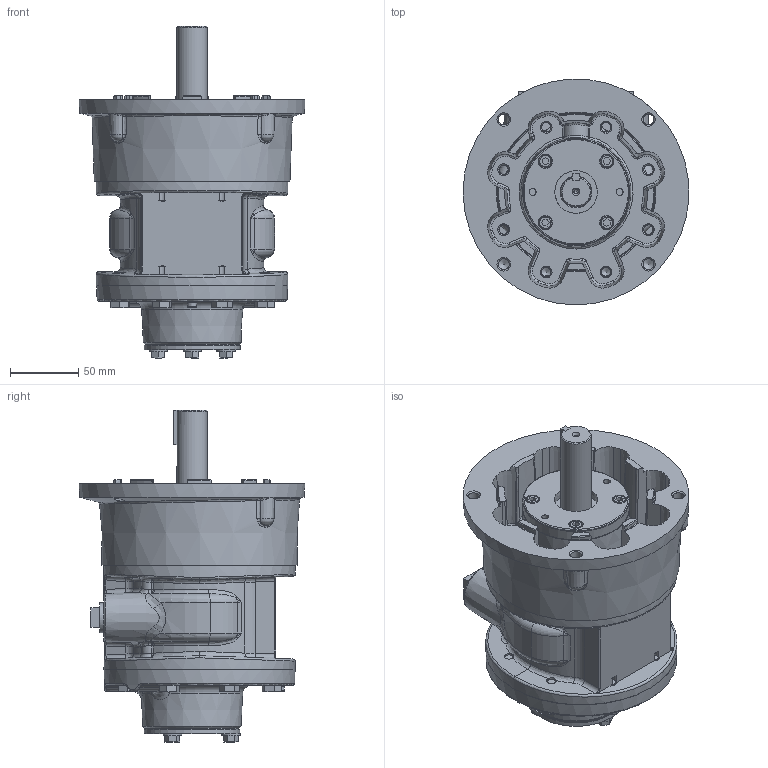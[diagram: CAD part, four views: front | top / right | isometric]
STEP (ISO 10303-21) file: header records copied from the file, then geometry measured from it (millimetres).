
FILE_DESCRIPTION (( 'STEP AP214' ), '1' );
FILE_NAME ('8AM-NRV-28A.STEP', '2025-05-06T10:22:00', ( '' ), ( '' ), 'SwSTEP 2.0', 'SolidWorks 2023', '' );
FILE_SCHEMA (( 'AUTOMOTIVE_DESIGN' ));
Length unit declared in the file: inch
Products named in the file (24): BB607; AC965; AC879; BB695; AC836; AC988; AC816; AB936; AC888E; AB927; AC837; AC878C; AE924C; AC964; AB136D; 8AM-NRV-28A; AC894B; AC817; BB713; AC989; AC986
Assembly tree (30 placements, depth 2):
  AC879
  AC816
  8AM-NRV-28A
    AC878C
    AC964
    AC965
    AC986
    AC888E
    AC888E
    AC837
    AC836
    AB927
    AB936
    AB136D
    AC988
    AC989
    AE924C  x2
    BB695
    BB695
    BB695
    BB607  x4
    BB713  x8
  AC894B
  AC817
Bounding box: 164.86 x 164.85 x 242.39 mm (x, y, z)
Volume: 1076175 mm3; surface area: 332108.6 mm2
Topology: 30 solids, 30 shells, 1056 faces, 2571 edges, 1571 vertices
Faces by surface type: bspline 294, plane 290, cylinder 252, cone 131, torus 85, sphere 4
Full cylindrical faces by diameter (mm): 3.175 x1, 4.94 x2, 5.105 x2, 5.41 x4, 6.35 x7, 6.731 x3, 6.909 x16, 7.112 x4, 7.938 x12, 8.611 x8, 8.636 x24, 9.525 x4, 10.414 x4, 12.7 x2, 13.462 x3, 17.78 x2, 19.05 x8, 22.206 x1, 22.225 x1, 24.996 x1, 25.008 x1, 30.076 x1, 41.275 x1, 41.377 x1, 46.913 x1, 49.454 x1, 51.892 x2, 51.993 x1, 52.008 x1, 64.605 x4
Entity records: 45730 total; most frequent: CARTESIAN_POINT 26359, ORIENTED_EDGE 4016, DIRECTION 3293, EDGE_CURVE 2008, AXIS2_PLACEMENT_3D 1453, VERTEX_POINT 1333, EDGE_LOOP 1301, FACE_OUTER_BOUND 1063
